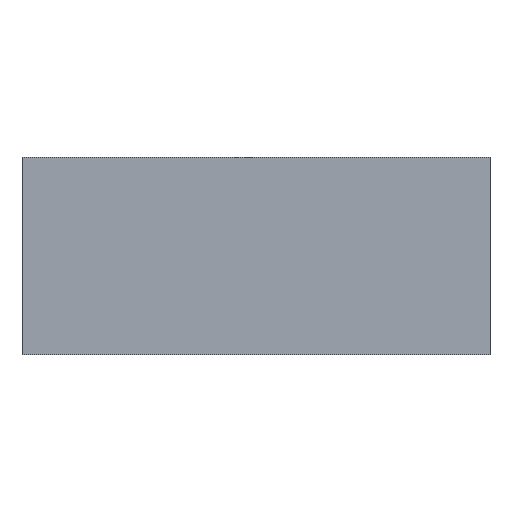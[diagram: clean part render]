
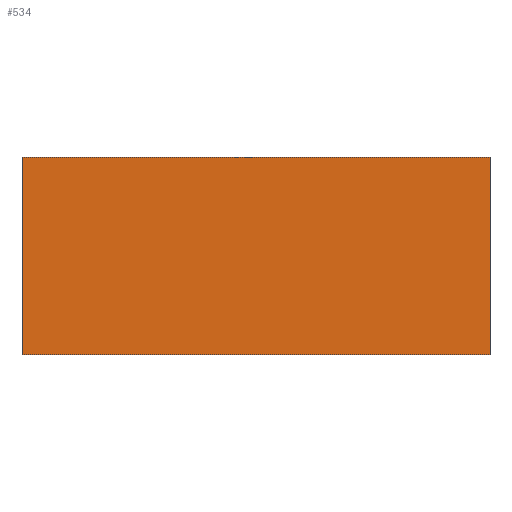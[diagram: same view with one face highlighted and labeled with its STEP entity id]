
A CAD part, left-side view. The second image highlights one B-rep face of the part: STEP entity #534.
In plain terms, the highlighted planar face has unit normal (-1, 0, 0).
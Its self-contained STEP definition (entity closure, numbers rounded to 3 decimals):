
#53=PLANE('',#580);
#81=FACE_OUTER_BOUND('',#113,.T.);
#113=EDGE_LOOP('',(#500,#501,#502,#503));
#143=LINE('',#1208,#203);
#151=LINE('',#1225,#211);
#163=LINE('',#1249,#223);
#176=LINE('',#1281,#236);
#203=VECTOR('',#634,10.);
#211=VECTOR('',#644,10.);
#223=VECTOR('',#666,10.);
#236=VECTOR('',#705,10.);
#265=VERTEX_POINT('',#1205);
#266=VERTEX_POINT('',#1207);
#273=VERTEX_POINT('',#1222);
#274=VERTEX_POINT('',#1224);
#323=EDGE_CURVE('',#266,#265,#143,.T.);
#331=EDGE_CURVE('',#273,#274,#151,.T.);
#344=EDGE_CURVE('',#266,#273,#163,.T.);
#359=EDGE_CURVE('',#265,#274,#176,.T.);
#500=ORIENTED_EDGE('',*,*,#359,.T.);
#501=ORIENTED_EDGE('',*,*,#331,.F.);
#502=ORIENTED_EDGE('',*,*,#344,.F.);
#503=ORIENTED_EDGE('',*,*,#323,.T.);
#534=ADVANCED_FACE('',(#81),#53,.T.);
#580=AXIS2_PLACEMENT_3D('',#1282,#706,#707);
#634=DIRECTION('',(0.,-1.,0.));
#644=DIRECTION('',(0.,-1.,0.));
#666=DIRECTION('',(0.,0.,1.));
#705=DIRECTION('',(0.,0.,1.));
#706=DIRECTION('center_axis',(-1.,0.,0.));
#707=DIRECTION('ref_axis',(0.,-1.,0.));
#1205=CARTESIAN_POINT('',(-14.449,-18.966,0.));
#1207=CARTESIAN_POINT('',(-14.449,4.732,0.));
#1208=CARTESIAN_POINT('',(-14.449,4.732,0.));
#1222=CARTESIAN_POINT('',(-14.449,4.732,10.));
#1224=CARTESIAN_POINT('',(-14.449,-18.966,10.));
#1225=CARTESIAN_POINT('',(-14.449,4.732,10.));
#1249=CARTESIAN_POINT('',(-14.449,4.732,0.));
#1281=CARTESIAN_POINT('',(-14.449,-18.966,0.));
#1282=CARTESIAN_POINT('Origin',(-14.449,4.732,0.));
